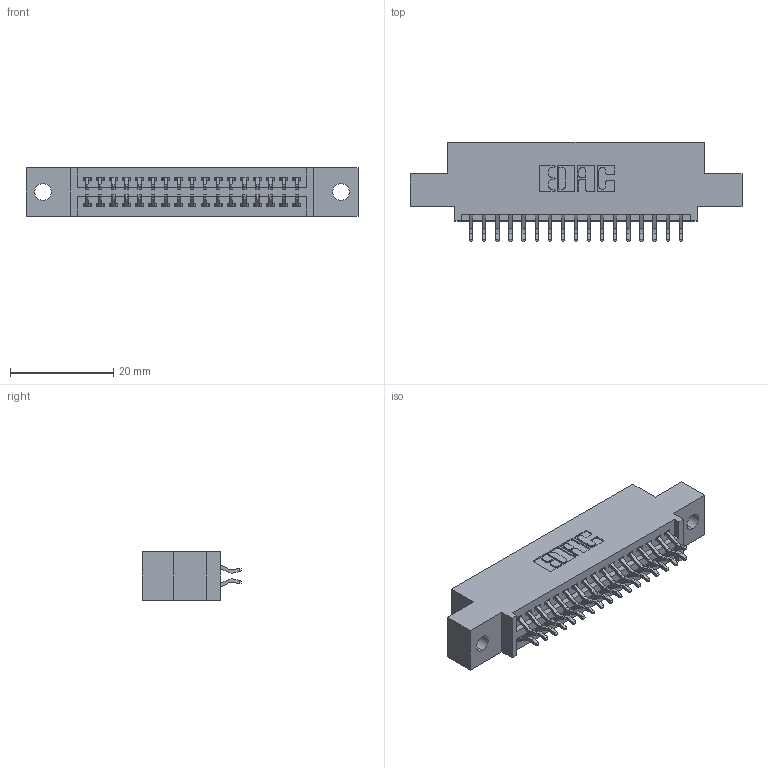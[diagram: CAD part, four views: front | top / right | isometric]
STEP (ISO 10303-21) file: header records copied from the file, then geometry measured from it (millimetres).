
FILE_DESCRIPTION (( 'STEP AP203' ), '1' );
FILE_NAME ('345-034-556-502.STEP', '2018-08-29T03:53:49', ( '' ), ( '' ), 'SwSTEP 2.0', 'SolidWorks 2016', '' );
FILE_SCHEMA (( 'CONFIG_CONTROL_DESIGN' ));
Length unit declared in the file: inch
Products named in the file (3): 345-292-001_556 Tail; 345-034-556-502; 345 Part_0.110 Offset - 0.128 Dia
Assembly tree (35 placements, depth 2):
  345-034-556-502
    345 Part_0.110 Offset - 0.128 Dia
    345-292-001_556 Tail  x34
Bounding box: 64.39 x 19.24 x 9.4 mm (x, y, z)
Volume: 5911.4 mm3; surface area: 8044.1 mm2
Topology: 35 solids, 35 shells, 2034 faces, 6031 edges, 3974 vertices
Faces by surface type: plane 1342, cylinder 692
Entity records: 17059 total; most frequent: CARTESIAN_POINT 2900, ORIENTED_EDGE 2822, DIRECTION 2575, EDGE_CURVE 1411, VECTOR 1203, LINE 1203, VERTEX_POINT 938, AXIS2_PLACEMENT_3D 686
